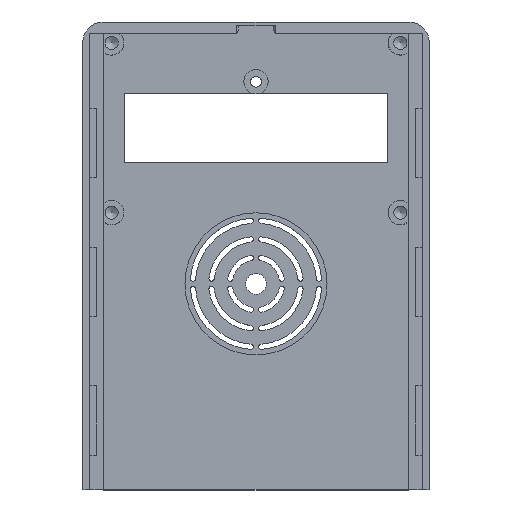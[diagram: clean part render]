
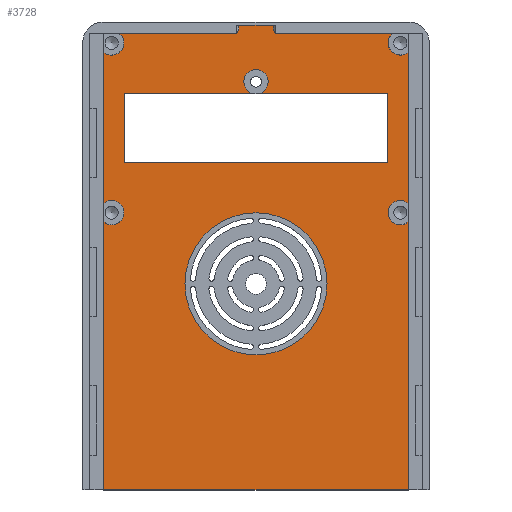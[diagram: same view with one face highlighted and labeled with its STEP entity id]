
A CAD part, top view. The second image highlights one B-rep face of the part: STEP entity #3728.
In plain terms, the highlighted planar face has unit normal (0, 0, 1).
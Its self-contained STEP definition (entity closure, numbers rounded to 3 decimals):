
#957 = VERTEX_POINT('',#958);
#958 = CARTESIAN_POINT('',(48.,-67.5,4.));
#964 = EDGE_CURVE('',#965,#957,#967,.T.);
#965 = VERTEX_POINT('',#966);
#966 = CARTESIAN_POINT('',(-48.,-67.5,4.));
#967 = LINE('',#968,#969);
#968 = CARTESIAN_POINT('',(-50.,-67.5,4.));
#969 = VECTOR('',#970,1.);
#970 = DIRECTION('',(1.,0.,0.));
#3708 = EDGE_CURVE('',#3709,#957,#3711,.T.);
#3709 = VERTEX_POINT('',#3710);
#3710 = CARTESIAN_POINT('',(48.,-62.9,4.));
#3711 = LINE('',#3712,#3713);
#3712 = CARTESIAN_POINT('',(48.,67.5,4.));
#3713 = VECTOR('',#3714,1.);
#3714 = DIRECTION('',(0.,-1.,0.));
#3728 = ADVANCED_FACE('',(#3729,#3827,#3869,#3880,#3891,#3902,#3913,
    #3924),#3962,.T.);
#3729 = FACE_BOUND('',#3730,.T.);
#3730 = EDGE_LOOP('',(#3731,#3739,#3740,#3741,#3749,#3757,#3765,#3773,
    #3781,#3789,#3797,#3805,#3813,#3821));
#3731 = ORIENTED_EDGE('',*,*,#3732,.F.);
#3732 = EDGE_CURVE('',#965,#3733,#3735,.T.);
#3733 = VERTEX_POINT('',#3734);
#3734 = CARTESIAN_POINT('',(-48.,-62.9,4.));
#3735 = LINE('',#3736,#3737);
#3736 = CARTESIAN_POINT('',(-48.,-67.5,4.));
#3737 = VECTOR('',#3738,1.);
#3738 = DIRECTION('',(0.,1.,0.));
#3739 = ORIENTED_EDGE('',*,*,#964,.T.);
#3740 = ORIENTED_EDGE('',*,*,#3708,.F.);
#3741 = ORIENTED_EDGE('',*,*,#3742,.T.);
#3742 = EDGE_CURVE('',#3709,#3743,#3745,.T.);
#3743 = VERTEX_POINT('',#3744);
#3744 = CARTESIAN_POINT('',(46.5,-62.9,4.));
#3745 = LINE('',#3746,#3747);
#3746 = CARTESIAN_POINT('',(48.,-62.9,4.));
#3747 = VECTOR('',#3748,1.);
#3748 = DIRECTION('',(-1.,-0.,-0.));
#3749 = ORIENTED_EDGE('',*,*,#3750,.T.);
#3750 = EDGE_CURVE('',#3743,#3751,#3753,.T.);
#3751 = VERTEX_POINT('',#3752);
#3752 = CARTESIAN_POINT('',(46.5,-62.188,4.));
#3753 = LINE('',#3754,#3755);
#3754 = CARTESIAN_POINT('',(46.5,-62.9,4.));
#3755 = VECTOR('',#3756,1.);
#3756 = DIRECTION('',(0.,1.,0.));
#3757 = ORIENTED_EDGE('',*,*,#3758,.T.);
#3758 = EDGE_CURVE('',#3751,#3759,#3761,.T.);
#3759 = VERTEX_POINT('',#3760);
#3760 = CARTESIAN_POINT('',(48.,-60.4,4.));
#3761 = LINE('',#3762,#3763);
#3762 = CARTESIAN_POINT('',(46.5,-62.188,4.));
#3763 = VECTOR('',#3764,1.);
#3764 = DIRECTION('',(0.643,0.766,0.));
#3765 = ORIENTED_EDGE('',*,*,#3766,.F.);
#3766 = EDGE_CURVE('',#3767,#3759,#3769,.T.);
#3767 = VERTEX_POINT('',#3768);
#3768 = CARTESIAN_POINT('',(48.,64.2,4.));
#3769 = LINE('',#3770,#3771);
#3770 = CARTESIAN_POINT('',(48.,67.5,4.));
#3771 = VECTOR('',#3772,1.);
#3772 = DIRECTION('',(0.,-1.,0.));
#3773 = ORIENTED_EDGE('',*,*,#3774,.T.);
#3774 = EDGE_CURVE('',#3767,#3775,#3777,.T.);
#3775 = VERTEX_POINT('',#3776);
#3776 = CARTESIAN_POINT('',(45.65,66.55,4.));
#3777 = LINE('',#3778,#3779);
#3778 = CARTESIAN_POINT('',(48.,64.2,4.));
#3779 = VECTOR('',#3780,1.);
#3780 = DIRECTION('',(-0.707,0.707,0.));
#3781 = ORIENTED_EDGE('',*,*,#3782,.T.);
#3782 = EDGE_CURVE('',#3775,#3783,#3785,.T.);
#3783 = VERTEX_POINT('',#3784);
#3784 = CARTESIAN_POINT('',(-45.65,66.55,4.));
#3785 = LINE('',#3786,#3787);
#3786 = CARTESIAN_POINT('',(48.,66.55,4.));
#3787 = VECTOR('',#3788,1.);
#3788 = DIRECTION('',(-1.,0.,0.));
#3789 = ORIENTED_EDGE('',*,*,#3790,.F.);
#3790 = EDGE_CURVE('',#3791,#3783,#3793,.T.);
#3791 = VERTEX_POINT('',#3792);
#3792 = CARTESIAN_POINT('',(-48.,64.2,4.));
#3793 = LINE('',#3794,#3795);
#3794 = CARTESIAN_POINT('',(-48.,64.2,4.));
#3795 = VECTOR('',#3796,1.);
#3796 = DIRECTION('',(0.707,0.707,0.));
#3797 = ORIENTED_EDGE('',*,*,#3798,.F.);
#3798 = EDGE_CURVE('',#3799,#3791,#3801,.T.);
#3799 = VERTEX_POINT('',#3800);
#3800 = CARTESIAN_POINT('',(-48.,-60.4,4.));
#3801 = LINE('',#3802,#3803);
#3802 = CARTESIAN_POINT('',(-48.,-67.5,4.));
#3803 = VECTOR('',#3804,1.);
#3804 = DIRECTION('',(0.,1.,0.));
#3805 = ORIENTED_EDGE('',*,*,#3806,.F.);
#3806 = EDGE_CURVE('',#3807,#3799,#3809,.T.);
#3807 = VERTEX_POINT('',#3808);
#3808 = CARTESIAN_POINT('',(-46.5,-62.188,4.));
#3809 = LINE('',#3810,#3811);
#3810 = CARTESIAN_POINT('',(-46.5,-62.188,4.));
#3811 = VECTOR('',#3812,1.);
#3812 = DIRECTION('',(-0.643,0.766,0.));
#3813 = ORIENTED_EDGE('',*,*,#3814,.F.);
#3814 = EDGE_CURVE('',#3815,#3807,#3817,.T.);
#3815 = VERTEX_POINT('',#3816);
#3816 = CARTESIAN_POINT('',(-46.5,-62.9,4.));
#3817 = LINE('',#3818,#3819);
#3818 = CARTESIAN_POINT('',(-46.5,-62.9,4.));
#3819 = VECTOR('',#3820,1.);
#3820 = DIRECTION('',(0.,1.,0.));
#3821 = ORIENTED_EDGE('',*,*,#3822,.F.);
#3822 = EDGE_CURVE('',#3733,#3815,#3823,.T.);
#3823 = LINE('',#3824,#3825);
#3824 = CARTESIAN_POINT('',(-48.,-62.9,4.));
#3825 = VECTOR('',#3826,1.);
#3826 = DIRECTION('',(1.,0.,0.));
#3827 = FACE_BOUND('',#3828,.T.);
#3828 = EDGE_LOOP('',(#3829,#3839,#3847,#3855,#3863));
#3829 = ORIENTED_EDGE('',*,*,#3830,.F.);
#3830 = EDGE_CURVE('',#3831,#3833,#3835,.T.);
#3831 = VERTEX_POINT('',#3832);
#3832 = CARTESIAN_POINT('',(0.,46.8,4.));
#3833 = VERTEX_POINT('',#3834);
#3834 = CARTESIAN_POINT('',(-38.,46.8,4.));
#3835 = LINE('',#3836,#3837);
#3836 = CARTESIAN_POINT('',(38.,46.8,4.));
#3837 = VECTOR('',#3838,1.);
#3838 = DIRECTION('',(-1.,0.,0.));
#3839 = ORIENTED_EDGE('',*,*,#3840,.F.);
#3840 = EDGE_CURVE('',#3841,#3831,#3843,.T.);
#3841 = VERTEX_POINT('',#3842);
#3842 = CARTESIAN_POINT('',(38.,46.8,4.));
#3843 = LINE('',#3844,#3845);
#3844 = CARTESIAN_POINT('',(38.,46.8,4.));
#3845 = VECTOR('',#3846,1.);
#3846 = DIRECTION('',(-1.,0.,0.));
#3847 = ORIENTED_EDGE('',*,*,#3848,.F.);
#3848 = EDGE_CURVE('',#3849,#3841,#3851,.T.);
#3849 = VERTEX_POINT('',#3850);
#3850 = CARTESIAN_POINT('',(38.,27.15,4.));
#3851 = LINE('',#3852,#3853);
#3852 = CARTESIAN_POINT('',(38.,27.15,4.));
#3853 = VECTOR('',#3854,1.);
#3854 = DIRECTION('',(0.,1.,0.));
#3855 = ORIENTED_EDGE('',*,*,#3856,.F.);
#3856 = EDGE_CURVE('',#3857,#3849,#3859,.T.);
#3857 = VERTEX_POINT('',#3858);
#3858 = CARTESIAN_POINT('',(-38.,27.15,4.));
#3859 = LINE('',#3860,#3861);
#3860 = CARTESIAN_POINT('',(-38.,27.15,4.));
#3861 = VECTOR('',#3862,1.);
#3862 = DIRECTION('',(1.,0.,0.));
#3863 = ORIENTED_EDGE('',*,*,#3864,.F.);
#3864 = EDGE_CURVE('',#3833,#3857,#3865,.T.);
#3865 = LINE('',#3866,#3867);
#3866 = CARTESIAN_POINT('',(-38.,46.8,4.));
#3867 = VECTOR('',#3868,1.);
#3868 = DIRECTION('',(0.,-1.,0.));
#3869 = FACE_BOUND('',#3870,.T.);
#3870 = EDGE_LOOP('',(#3871));
#3871 = ORIENTED_EDGE('',*,*,#3872,.F.);
#3872 = EDGE_CURVE('',#3873,#3873,#3875,.T.);
#3873 = VERTEX_POINT('',#3874);
#3874 = CARTESIAN_POINT('',(20.5,-8.,4.));
#3875 = CIRCLE('',#3876,20.5);
#3876 = AXIS2_PLACEMENT_3D('',#3877,#3878,#3879);
#3877 = CARTESIAN_POINT('',(0.,-8.,4.));
#3878 = DIRECTION('',(0.,0.,1.));
#3879 = DIRECTION('',(1.,0.,0.));
#3880 = FACE_BOUND('',#3881,.T.);
#3881 = EDGE_LOOP('',(#3882));
#3882 = ORIENTED_EDGE('',*,*,#3883,.F.);
#3883 = EDGE_CURVE('',#3884,#3884,#3886,.T.);
#3884 = VERTEX_POINT('',#3885);
#3885 = CARTESIAN_POINT('',(-38.15,61.5,4.));
#3886 = CIRCLE('',#3887,3.5);
#3887 = AXIS2_PLACEMENT_3D('',#3888,#3889,#3890);
#3888 = CARTESIAN_POINT('',(-41.65,61.5,4.));
#3889 = DIRECTION('',(0.,0.,1.));
#3890 = DIRECTION('',(1.,0.,0.));
#3891 = FACE_BOUND('',#3892,.T.);
#3892 = EDGE_LOOP('',(#3893));
#3893 = ORIENTED_EDGE('',*,*,#3894,.F.);
#3894 = EDGE_CURVE('',#3895,#3895,#3897,.T.);
#3895 = VERTEX_POINT('',#3896);
#3896 = CARTESIAN_POINT('',(45.15,61.5,4.));
#3897 = CIRCLE('',#3898,3.5);
#3898 = AXIS2_PLACEMENT_3D('',#3899,#3900,#3901);
#3899 = CARTESIAN_POINT('',(41.65,61.5,4.));
#3900 = DIRECTION('',(0.,0.,1.));
#3901 = DIRECTION('',(1.,0.,0.));
#3902 = FACE_BOUND('',#3903,.T.);
#3903 = EDGE_LOOP('',(#3904));
#3904 = ORIENTED_EDGE('',*,*,#3905,.F.);
#3905 = EDGE_CURVE('',#3906,#3906,#3908,.T.);
#3906 = VERTEX_POINT('',#3907);
#3907 = CARTESIAN_POINT('',(-38.15,12.5,4.));
#3908 = CIRCLE('',#3909,3.5);
#3909 = AXIS2_PLACEMENT_3D('',#3910,#3911,#3912);
#3910 = CARTESIAN_POINT('',(-41.65,12.5,4.));
#3911 = DIRECTION('',(0.,0.,1.));
#3912 = DIRECTION('',(1.,0.,0.));
#3913 = FACE_BOUND('',#3914,.T.);
#3914 = EDGE_LOOP('',(#3915));
#3915 = ORIENTED_EDGE('',*,*,#3916,.F.);
#3916 = EDGE_CURVE('',#3917,#3917,#3919,.T.);
#3917 = VERTEX_POINT('',#3918);
#3918 = CARTESIAN_POINT('',(45.15,12.5,4.));
#3919 = CIRCLE('',#3920,3.5);
#3920 = AXIS2_PLACEMENT_3D('',#3921,#3922,#3923);
#3921 = CARTESIAN_POINT('',(41.65,12.5,4.));
#3922 = DIRECTION('',(0.,0.,1.));
#3923 = DIRECTION('',(1.,0.,0.));
#3924 = FACE_BOUND('',#3925,.T.);
#3925 = EDGE_LOOP('',(#3926,#3937,#3946,#3955));
#3926 = ORIENTED_EDGE('',*,*,#3927,.T.);
#3927 = EDGE_CURVE('',#3928,#3930,#3932,.T.);
#3928 = VERTEX_POINT('',#3929);
#3929 = CARTESIAN_POINT('',(3.5,50.3,4.));
#3930 = VERTEX_POINT('',#3931);
#3931 = CARTESIAN_POINT('',(2.872,48.3,4.));
#3932 = CIRCLE('',#3933,3.5);
#3933 = AXIS2_PLACEMENT_3D('',#3934,#3935,#3936);
#3934 = CARTESIAN_POINT('',(0.,50.3,4.));
#3935 = DIRECTION('',(0.,0.,-1.));
#3936 = DIRECTION('',(1.,0.,0.));
#3937 = ORIENTED_EDGE('',*,*,#3938,.T.);
#3938 = EDGE_CURVE('',#3930,#3939,#3941,.T.);
#3939 = VERTEX_POINT('',#3940);
#3940 = CARTESIAN_POINT('',(0.,46.8,4.));
#3941 = CIRCLE('',#3942,3.5);
#3942 = AXIS2_PLACEMENT_3D('',#3943,#3944,#3945);
#3943 = CARTESIAN_POINT('',(0.,50.3,4.));
#3944 = DIRECTION('',(0.,0.,-1.));
#3945 = DIRECTION('',(1.,0.,0.));
#3946 = ORIENTED_EDGE('',*,*,#3947,.T.);
#3947 = EDGE_CURVE('',#3939,#3948,#3950,.T.);
#3948 = VERTEX_POINT('',#3949);
#3949 = CARTESIAN_POINT('',(-2.872,48.3,4.));
#3950 = CIRCLE('',#3951,3.5);
#3951 = AXIS2_PLACEMENT_3D('',#3952,#3953,#3954);
#3952 = CARTESIAN_POINT('',(0.,50.3,4.));
#3953 = DIRECTION('',(0.,0.,-1.));
#3954 = DIRECTION('',(1.,0.,0.));
#3955 = ORIENTED_EDGE('',*,*,#3956,.T.);
#3956 = EDGE_CURVE('',#3948,#3928,#3957,.T.);
#3957 = CIRCLE('',#3958,3.5);
#3958 = AXIS2_PLACEMENT_3D('',#3959,#3960,#3961);
#3959 = CARTESIAN_POINT('',(0.,50.3,4.));
#3960 = DIRECTION('',(0.,0.,-1.));
#3961 = DIRECTION('',(1.,0.,0.));
#3962 = PLANE('',#3963);
#3963 = AXIS2_PLACEMENT_3D('',#3964,#3965,#3966);
#3964 = CARTESIAN_POINT('',(0.,-1.43,4.));
#3965 = DIRECTION('',(0.,0.,1.));
#3966 = DIRECTION('',(1.,0.,0.));
